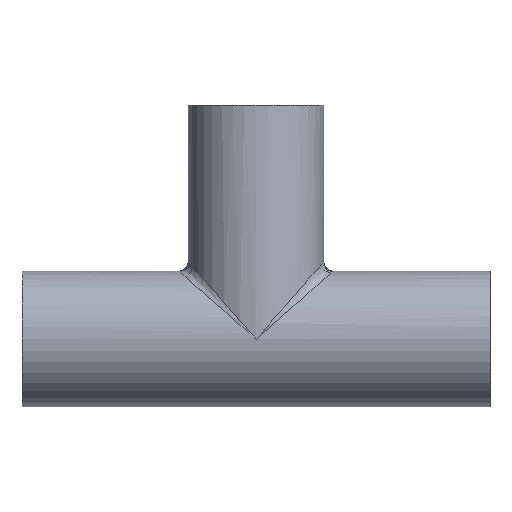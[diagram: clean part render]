
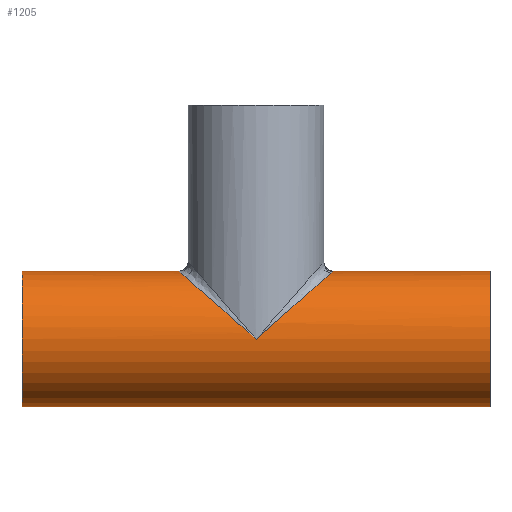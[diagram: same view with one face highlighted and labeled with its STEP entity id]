
A CAD part, front view. The second image highlights one B-rep face of the part: STEP entity #1205.
In plain terms, the highlighted cylindrical face has radius 14.5 mm (diameter 29 mm), a full revolution.
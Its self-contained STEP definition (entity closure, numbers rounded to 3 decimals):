
#911=CARTESIAN_POINT('',(0.0,14.5,0.0));
#912=VERTEX_POINT('',#911);
#913=CARTESIAN_POINT('',(0.0,-14.5,0.0));
#914=VERTEX_POINT('',#913);
#915=CARTESIAN_POINT('',(0.0,0.0,0.0));
#916=DIRECTION('',(0.66,0.0,0.751));
#917=DIRECTION('',(-0.751,0.0,0.66));
#918=AXIS2_PLACEMENT_3D('',#915,#916,#917);
#919=ELLIPSE('',#918,21.966,14.5);
#920=EDGE_CURVE('',#912,#914,#919,.T.);
#1103=CARTESIAN_POINT('',(0.0,0.0,0.0));
#1104=DIRECTION('',(-0.66,0.0,0.751));
#1105=DIRECTION('',(0.751,0.0,0.66));
#1106=AXIS2_PLACEMENT_3D('',#1103,#1104,#1105);
#1107=ELLIPSE('',#1106,21.966,14.5);
#1108=EDGE_CURVE('',#914,#912,#1107,.T.);
#1174=CARTESIAN_POINT('',(0.0,0.0,0.0));
#1175=DIRECTION('',(-1.0,0.0,0.0));
#1176=DIRECTION('',(0.0,-1.0,0.0));
#1177=AXIS2_PLACEMENT_3D('',#1174,#1175,#1176);
#1178=CYLINDRICAL_SURFACE('',#1177,14.5);
#1179=CARTESIAN_POINT('',(-50.0,-14.5,0.0));
#1180=VERTEX_POINT('',#1179);
#1181=CARTESIAN_POINT('',(-50.0,0.0,0.0));
#1182=DIRECTION('',(-1.0,0.0,0.0));
#1183=DIRECTION('',(0.0,-1.0,0.0));
#1184=AXIS2_PLACEMENT_3D('',#1181,#1182,#1183);
#1185=CIRCLE('',#1184,14.5);
#1186=EDGE_CURVE('',#1180,#1180,#1185,.T.);
#1187=ORIENTED_EDGE('',*,*,#1186,.F.);
#1188=EDGE_LOOP('',(#1187));
#1189=FACE_OUTER_BOUND('',#1188,.T.);
#1190=ORIENTED_EDGE('',*,*,#920,.F.);
#1191=ORIENTED_EDGE('',*,*,#1108,.F.);
#1192=EDGE_LOOP('',(#1190,#1191));
#1193=FACE_BOUND('',#1192,.T.);
#1194=CARTESIAN_POINT('',(50.0,-14.5,0.0));
#1195=VERTEX_POINT('',#1194);
#1196=CARTESIAN_POINT('',(50.0,0.0,0.0));
#1197=DIRECTION('',(-1.0,0.0,0.0));
#1198=DIRECTION('',(0.0,-1.0,0.0));
#1199=AXIS2_PLACEMENT_3D('',#1196,#1197,#1198);
#1200=CIRCLE('',#1199,14.5);
#1201=EDGE_CURVE('',#1195,#1195,#1200,.T.);
#1202=ORIENTED_EDGE('',*,*,#1201,.T.);
#1203=EDGE_LOOP('',(#1202));
#1204=FACE_BOUND('',#1203,.T.);
#1205=ADVANCED_FACE('',(#1189,#1193,#1204),#1178,.T.);
